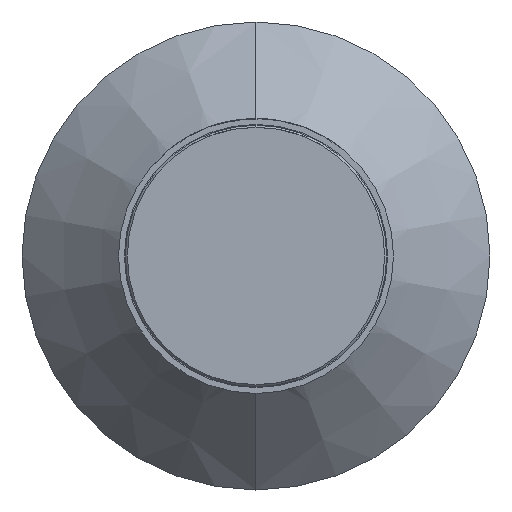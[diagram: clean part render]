
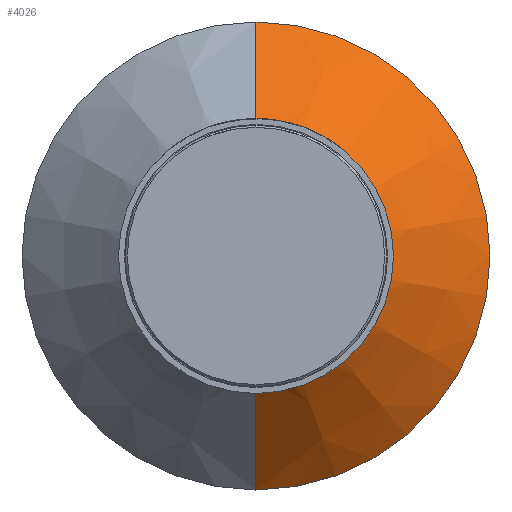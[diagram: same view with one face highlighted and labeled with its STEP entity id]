
A CAD part, front view. The second image highlights one B-rep face of the part: STEP entity #4026.
In plain terms, the highlighted conical face has half-angle 45 degrees and reference radius 2 mm.
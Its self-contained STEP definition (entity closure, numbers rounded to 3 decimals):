
#98 = CARTESIAN_POINT ( 'NONE',  ( 0., 38.6, -2. ) ) ;
#193 = FACE_OUTER_BOUND ( 'NONE', #2346, .T. ) ;
#315 = CARTESIAN_POINT ( 'NONE',  ( 0., 38.6, 0. ) ) ;
#402 = CARTESIAN_POINT ( 'NONE',  ( 0., 40.6, 4. ) ) ;
#586 = AXIS2_PLACEMENT_3D ( 'NONE', #4396, #4774, #2925 ) ;
#590 = LINE ( 'NONE', #3046, #3057 ) ;
#721 = EDGE_CURVE ( 'Defeature ausgef�hrt1_3+Defeature ausgef�hrt1_4+Defeature ausgef�hrt1_4+Defeature ausgef�hrt1_4', #2441, #4470, #2728, .T. ) ;
#874 = ORIENTED_EDGE ( 'NONE', *, *, #2361, .F. ) ;
#964 = DIRECTION ( 'NONE',  ( 0., 0., 1. ) ) ;
#976 = CARTESIAN_POINT ( 'NONE',  ( 0., 38.6, 0. ) ) ;
#1090 = CIRCLE ( 'NONE', #1221, 2. ) ;
#1221 = AXIS2_PLACEMENT_3D ( 'NONE', #976, #4253, #964 ) ;
#1306 = VERTEX_POINT ( 'NONE', #98 ) ;
#1547 = AXIS2_PLACEMENT_3D ( 'NONE', #315, #2502, #4736 ) ;
#1577 = DIRECTION ( 'NONE',  ( 0., 0.707, -0.707 ) ) ;
#1661 = DIRECTION ( 'NONE',  ( 0., 0.707, 0.707 ) ) ;
#1711 = VERTEX_POINT ( 'NONE', #2315 ) ;
#2186 = LINE ( 'NONE', #2792, #3868 ) ;
#2315 = CARTESIAN_POINT ( 'NONE',  ( 0., 38.6, 2. ) ) ;
#2346 = EDGE_LOOP ( 'NONE', ( #874, #4082, #3024, #4360 ) ) ;
#2361 = EDGE_CURVE ( 'NONE', #1711, #4470, #2186, .T. ) ;
#2441 = VERTEX_POINT ( 'NONE', #3457 ) ;
#2502 = DIRECTION ( 'NONE',  ( 0., 1., 0. ) ) ;
#2728 = CIRCLE ( 'NONE', #586, 4. ) ;
#2792 = CARTESIAN_POINT ( 'NONE',  ( 0., 38.6, 2. ) ) ;
#2925 = DIRECTION ( 'NONE',  ( 0., 0., 1. ) ) ;
#3024 = ORIENTED_EDGE ( 'NONE', *, *, #4185, .T. ) ;
#3046 = CARTESIAN_POINT ( 'NONE',  ( 0., 38.6, -2. ) ) ;
#3057 = VECTOR ( 'NONE', #1577, 1000. ) ;
#3282 = CONICAL_SURFACE ( 'NONE', #1547, 2., 0.785 ) ;
#3335 = EDGE_CURVE ( 'Defeature ausgef�hrt1_2+Defeature ausgef�hrt1_3+Defeature ausgef�hrt1_3+Defeature ausgef�hrt1_3', #1306, #1711, #1090, .T. ) ;
#3457 = CARTESIAN_POINT ( 'NONE',  ( 0., 40.6, -4. ) ) ;
#3868 = VECTOR ( 'NONE', #1661, 1000. ) ;
#4026 = ADVANCED_FACE ( 'Defeature ausgef�hrt1_3', ( #193 ), #3282, .T. ) ;
#4082 = ORIENTED_EDGE ( 'NONE', *, *, #3335, .F. ) ;
#4185 = EDGE_CURVE ( 'NONE', #1306, #2441, #590, .T. ) ;
#4253 = DIRECTION ( 'NONE',  ( 0., -1., 0. ) ) ;
#4360 = ORIENTED_EDGE ( 'NONE', *, *, #721, .T. ) ;
#4396 = CARTESIAN_POINT ( 'NONE',  ( 0., 40.6, 0. ) ) ;
#4470 = VERTEX_POINT ( 'NONE', #402 ) ;
#4736 = DIRECTION ( 'NONE',  ( 0., 0., -1. ) ) ;
#4774 = DIRECTION ( 'NONE',  ( 0., -1., 0. ) ) ;
